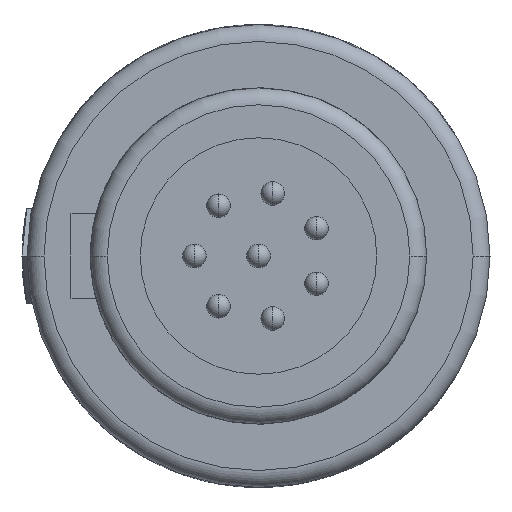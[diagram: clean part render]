
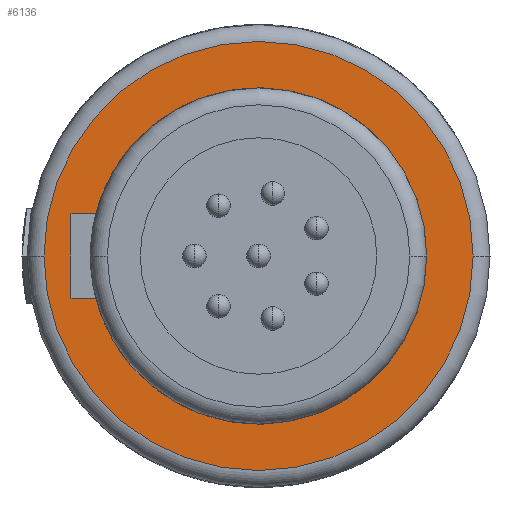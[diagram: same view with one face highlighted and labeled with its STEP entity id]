
A CAD part, left-side view. The second image highlights one B-rep face of the part: STEP entity #6136.
In plain terms, the highlighted planar face has unit normal (-1, 0, 0).
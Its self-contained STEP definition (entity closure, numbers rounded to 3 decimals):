
#1804=CARTESIAN_POINT('',(-6.7,0.,0.));
#1805=DIRECTION('',(-1.,0.,0.));
#1806=DIRECTION('',(0.,-1.,0.));
#1807=AXIS2_PLACEMENT_3D('',#1804,#1805,#1806);
#1809=CARTESIAN_POINT('',(-6.7,0.,0.));
#1810=DIRECTION('',(-1.,0.,0.));
#1811=DIRECTION('',(0.,1.,0.));
#1812=AXIS2_PLACEMENT_3D('',#1809,#1810,#1811);
#1814=DIRECTION('',(0.,1.,0.));
#1815=VECTOR('',#1814,0.735);
#1816=CARTESIAN_POINT('',(-6.7,4.815,-1.25));
#1817=LINE('',#1816,#1815);
#1818=DIRECTION('',(0.,1.,0.));
#1819=VECTOR('',#1818,0.735);
#1820=CARTESIAN_POINT('',(-6.7,4.815,1.25));
#1821=LINE('',#1820,#1819);
#1822=DIRECTION('',(0.,0.,1.));
#1823=VECTOR('',#1822,2.5);
#1824=CARTESIAN_POINT('',(-6.7,5.55,-1.25));
#1825=LINE('',#1824,#1823);
#1851=CARTESIAN_POINT('',(-6.7,0.,0.));
#1852=DIRECTION('',(1.,0.,0.));
#1853=DIRECTION('',(0.,0.968,0.251));
#1854=AXIS2_PLACEMENT_3D('',#1851,#1852,#1853);
#1888=CARTESIAN_POINT('',(-6.7,0.,0.));
#1889=DIRECTION('',(-1.,0.,0.));
#1890=DIRECTION('',(0.,0.968,-0.251));
#1891=AXIS2_PLACEMENT_3D('',#1888,#1889,#1890);
#3263=CARTESIAN_POINT('',(-6.7,-6.35,0.));
#3264=CARTESIAN_POINT('',(-6.7,6.35,0.));
#3265=VERTEX_POINT('',#3263);
#3266=VERTEX_POINT('',#3264);
#3279=CARTESIAN_POINT('',(-6.7,-4.975,0.));
#3280=VERTEX_POINT('',#3279);
#3743=CARTESIAN_POINT('',(-6.7,4.815,-1.25));
#3744=CARTESIAN_POINT('',(-6.7,5.55,-1.25));
#3745=VERTEX_POINT('',#3743);
#3746=VERTEX_POINT('',#3744);
#3747=CARTESIAN_POINT('',(-6.7,4.815,1.25));
#3748=CARTESIAN_POINT('',(-6.7,5.55,1.25));
#3749=VERTEX_POINT('',#3747);
#3750=VERTEX_POINT('',#3748);
#6114=CARTESIAN_POINT('',(-6.7,0.,0.));
#6115=DIRECTION('',(1.,0.,0.));
#6116=DIRECTION('',(0.,-1.,0.));
#6117=AXIS2_PLACEMENT_3D('',#6114,#6115,#6116);
#6118=PLANE('',#6117);
#6120=ORIENTED_EDGE('',*,*,#6119,.F.);
#6121=ORIENTED_EDGE('',*,*,#6097,.F.);
#6122=EDGE_LOOP('',(#6120,#6121));
#6123=FACE_OUTER_BOUND('',#6122,.F.);
#6125=ORIENTED_EDGE('',*,*,#6124,.F.);
#6127=ORIENTED_EDGE('',*,*,#6126,.T.);
#6129=ORIENTED_EDGE('',*,*,#6128,.F.);
#6131=ORIENTED_EDGE('',*,*,#6130,.T.);
#6133=ORIENTED_EDGE('',*,*,#6132,.F.);
#6134=EDGE_LOOP('',(#6125,#6127,#6129,#6131,#6133));
#6135=FACE_BOUND('',#6134,.F.);
#1808=CIRCLE('',#1807,6.35);
#1813=CIRCLE('',#1812,6.35);
#1855=CIRCLE('',#1854,4.975);
#1892=CIRCLE('',#1891,4.975);
#6097=EDGE_CURVE('',#3266,#3265,#1813,.T.);
#6119=EDGE_CURVE('',#3265,#3266,#1808,.T.);
#6124=EDGE_CURVE('',#3745,#3746,#1817,.T.);
#6126=EDGE_CURVE('',#3745,#3280,#1892,.T.);
#6128=EDGE_CURVE('',#3749,#3280,#1855,.T.);
#6130=EDGE_CURVE('',#3749,#3750,#1821,.T.);
#6132=EDGE_CURVE('',#3746,#3750,#1825,.T.);
#6136=ADVANCED_FACE('',(#6123,#6135),#6118,.F.);
